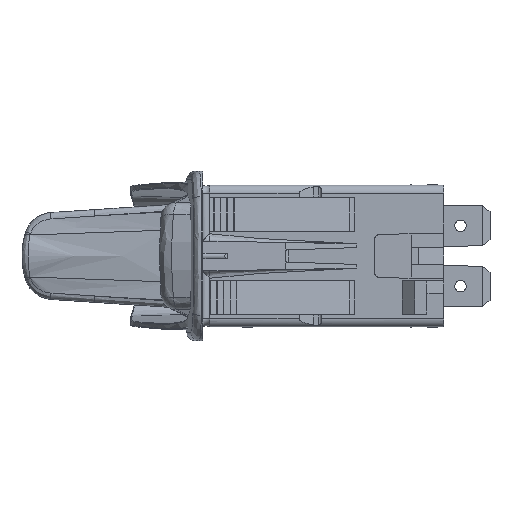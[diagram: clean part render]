
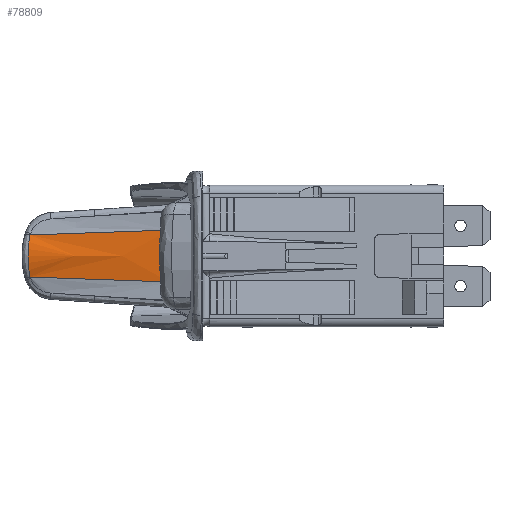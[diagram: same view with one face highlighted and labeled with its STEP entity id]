
A CAD part, left-side view. The second image highlights one B-rep face of the part: STEP entity #78809.
In plain terms, the highlighted free-form (B-spline) face has degree [3, 3] with [5, 4] control points.
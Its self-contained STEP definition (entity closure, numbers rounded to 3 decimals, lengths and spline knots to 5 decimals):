
#16655=DIRECTION('',(-0.069,-0.997,0.035));
#16656=VECTOR('',#16655,0.8401);
#16657=CARTESIAN_POINT('',(-0.04919,2.49112,
0.12691));
#16658=LINE('',#16657,#16656);
#16690=CARTESIAN_POINT('',(-0.10722,1.65356,
0.15654));
#16711=CARTESIAN_POINT('',(-0.10722,1.65356,
-0.15654));
#16712=CARTESIAN_POINT('',(-0.10747,1.65385,
-0.13808));
#16713=CARTESIAN_POINT('',(-0.10789,1.65434,
-0.10189));
#16714=CARTESIAN_POINT('',(-0.10826,1.65475,
-0.05038));
#16715=CARTESIAN_POINT('',(-0.10839,1.65489,
0.00001));
#16716=CARTESIAN_POINT('',(-0.10826,1.65475,
0.0504));
#16717=CARTESIAN_POINT('',(-0.10789,1.65434,
0.1019));
#16718=CARTESIAN_POINT('',(-0.10747,1.65385,
0.13808));
#16719=CARTESIAN_POINT('',(-0.10722,1.65356,
0.15654));
#17232=CARTESIAN_POINT('',(-0.04919,2.49112,
0.12691));
#17281=CARTESIAN_POINT('',(-0.04919,2.49112,
-0.12691));
#17282=CARTESIAN_POINT('',(-0.05023,2.49163,
-0.12434));
#17283=CARTESIAN_POINT('',(-0.05224,2.49262,
-0.11921));
#17284=CARTESIAN_POINT('',(-0.05507,2.49401,
-0.11148));
#17285=CARTESIAN_POINT('',(-0.0577,2.49531,
-0.10374));
#17286=CARTESIAN_POINT('',(-0.06013,2.4965,
-0.09599));
#17287=CARTESIAN_POINT('',(-0.06236,2.49761,
-0.08823));
#17288=CARTESIAN_POINT('',(-0.0644,2.49861,
-0.08048));
#17289=CARTESIAN_POINT('',(-0.06624,2.49952,
-0.07273));
#17290=CARTESIAN_POINT('',(-0.06789,2.50034,
-0.06499));
#17291=CARTESIAN_POINT('',(-0.06936,2.50106,
-0.05727));
#17292=CARTESIAN_POINT('',(-0.07063,2.50168,
-0.04955));
#17293=CARTESIAN_POINT('',(-0.07172,2.50221,
-0.04186));
#17294=CARTESIAN_POINT('',(-0.07262,2.50265,
-0.03419));
#17295=CARTESIAN_POINT('',(-0.07334,2.503,
-0.02655));
#17296=CARTESIAN_POINT('',(-0.07388,2.50326,
-0.01893));
#17297=CARTESIAN_POINT('',(-0.07423,2.50344,
-0.01134));
#17298=CARTESIAN_POINT('',(-0.07441,2.50352,
-0.00377));
#17299=CARTESIAN_POINT('',(-0.07441,2.50352,
0.00379));
#17300=CARTESIAN_POINT('',(-0.07424,2.50344,
0.01135));
#17301=CARTESIAN_POINT('',(-0.07388,2.50326,
0.01894));
#17302=CARTESIAN_POINT('',(-0.07334,2.503,
0.02654));
#17303=CARTESIAN_POINT('',(-0.07262,2.50265,
0.03419));
#17304=CARTESIAN_POINT('',(-0.07172,2.50221,
0.04187));
#17305=CARTESIAN_POINT('',(-0.07063,2.50168,
0.04956));
#17306=CARTESIAN_POINT('',(-0.06935,2.50105,
0.05728));
#17307=CARTESIAN_POINT('',(-0.06789,2.50033,
0.065));
#17308=CARTESIAN_POINT('',(-0.06624,2.49952,
0.07274));
#17309=CARTESIAN_POINT('',(-0.0644,2.49861,
0.08049));
#17310=CARTESIAN_POINT('',(-0.06236,2.49761,
0.08824));
#17311=CARTESIAN_POINT('',(-0.06012,2.4965,
0.09599));
#17312=CARTESIAN_POINT('',(-0.0577,2.49531,
0.10374));
#17313=CARTESIAN_POINT('',(-0.05507,2.49401,
0.11148));
#17314=CARTESIAN_POINT('',(-0.05224,2.49262,
0.11921));
#17315=CARTESIAN_POINT('',(-0.05023,2.49163,
0.12434));
#17316=CARTESIAN_POINT('',(-0.04919,2.49112,
0.12691));
#17323=DIRECTION('',(-0.069,-0.997,-0.035));
#17324=VECTOR('',#17323,0.8401);
#17325=CARTESIAN_POINT('',(-0.04919,2.49112,
-0.12691));
#17326=LINE('',#17325,#17324);
#56264=VERTEX_POINT('',#17232);
#56266=VERTEX_POINT('',#17281);
#56296=VERTEX_POINT('',#16690);
#56298=VERTEX_POINT('',#16711);
#78781=CARTESIAN_POINT('',(-0.04609,2.52052,
0.12823));
#78782=CARTESIAN_POINT('',(-0.06685,2.22587,
0.13892));
#78783=CARTESIAN_POINT('',(-0.08761,1.93121,
0.1496));
#78784=CARTESIAN_POINT('',(-0.10837,1.63656,
0.16029));
#78785=CARTESIAN_POINT('',(-0.06415,2.52052,
0.08833));
#78786=CARTESIAN_POINT('',(-0.07904,2.22587,
0.09453));
#78787=CARTESIAN_POINT('',(-0.09394,1.93121,
0.10073));
#78788=CARTESIAN_POINT('',(-0.10883,1.63656,
0.10693));
#78789=CARTESIAN_POINT('',(-0.08331,2.52052,
0.));
#78790=CARTESIAN_POINT('',(-0.09198,2.22587,
0.));
#78791=CARTESIAN_POINT('',(-0.10065,1.93121,
0.));
#78792=CARTESIAN_POINT('',(-0.10932,1.63656,
0.));
#78793=CARTESIAN_POINT('',(-0.06415,2.52052,
-0.08833));
#78794=CARTESIAN_POINT('',(-0.07904,2.22587,
-0.09453));
#78795=CARTESIAN_POINT('',(-0.09394,1.93121,
-0.10073));
#78796=CARTESIAN_POINT('',(-0.10883,1.63656,
-0.10693));
#78797=CARTESIAN_POINT('',(-0.04609,2.52052,
-0.12823));
#78798=CARTESIAN_POINT('',(-0.06685,2.22587,
-0.13892));
#78799=CARTESIAN_POINT('',(-0.08761,1.93121,
-0.1496));
#78800=CARTESIAN_POINT('',(-0.10837,1.63656,
-0.16029));
#78801=B_SPLINE_SURFACE_WITH_KNOTS('',3,3,((#78781,#78782,#78783,#78784),
(#78785,#78786,#78787,#78788),(#78789,#78790,#78791,#78792),(#78793,#78794,
#78795,#78796),(#78797,#78798,#78799,#78800)),.UNSPECIFIED.,.F.,.F.,.F.,(4,1,4),
(4,4),(0.24329,0.5,0.75671),
(0.02628,0.97521),.UNSPECIFIED.);
#78802=ORIENTED_EDGE('',*,*,#77878,.F.);
#78804=ORIENTED_EDGE('',*,*,#78803,.F.);
#78805=ORIENTED_EDGE('',*,*,#78774,.T.);
#78806=ORIENTED_EDGE('',*,*,#77756,.T.);
#78807=EDGE_LOOP('',(#78802,#78804,#78805,#78806));
#78808=FACE_OUTER_BOUND('',#78807,.F.);
#16720=B_SPLINE_CURVE_WITH_KNOTS('',3,(#16711,#16712,#16713,#16714,#16715,
#16716,#16717,#16718,#16719),.UNSPECIFIED.,.F.,.F.,(4,1,1,1,1,1,4),(0.,
0.16667,0.33333,0.5,0.66667,0.83333,
1.),.UNSPECIFIED.);
#17317=B_SPLINE_CURVE_WITH_KNOTS('',3,(#17281,#17282,#17283,#17284,#17285,
#17286,#17287,#17288,#17289,#17290,#17291,#17292,#17293,#17294,#17295,#17296,
#17297,#17298,#17299,#17300,#17301,#17302,#17303,#17304,#17305,#17306,#17307,
#17308,#17309,#17310,#17311,#17312,#17313,#17314,#17315,#17316),.UNSPECIFIED.,
.F.,.F.,(4,1,1,1,1,1,1,1,1,1,1,1,1,1,1,1,1,1,1,1,1,1,1,1,1,1,1,1,1,1,1,1,1,4),(
0.,0.0303,0.06061,0.09091,0.12121,
0.15152,0.18182,0.21212,0.24242,
0.27273,0.30303,0.33333,0.36364,
0.39394,0.42424,0.45455,0.48485,
0.51515,0.54545,0.57576,0.60606,
0.63636,0.66667,0.69697,0.72727,
0.75758,0.78788,0.81818,0.84848,
0.87879,0.90909,0.93939,0.9697,1.),
.UNSPECIFIED.);
#77756=EDGE_CURVE('',#56264,#56296,#16658,.T.);
#77878=EDGE_CURVE('',#56298,#56296,#16720,.T.);
#78774=EDGE_CURVE('',#56266,#56264,#17317,.T.);
#78803=EDGE_CURVE('',#56266,#56298,#17326,.T.);
#78809=ADVANCED_FACE('',(#78808),#78801,.T.);
